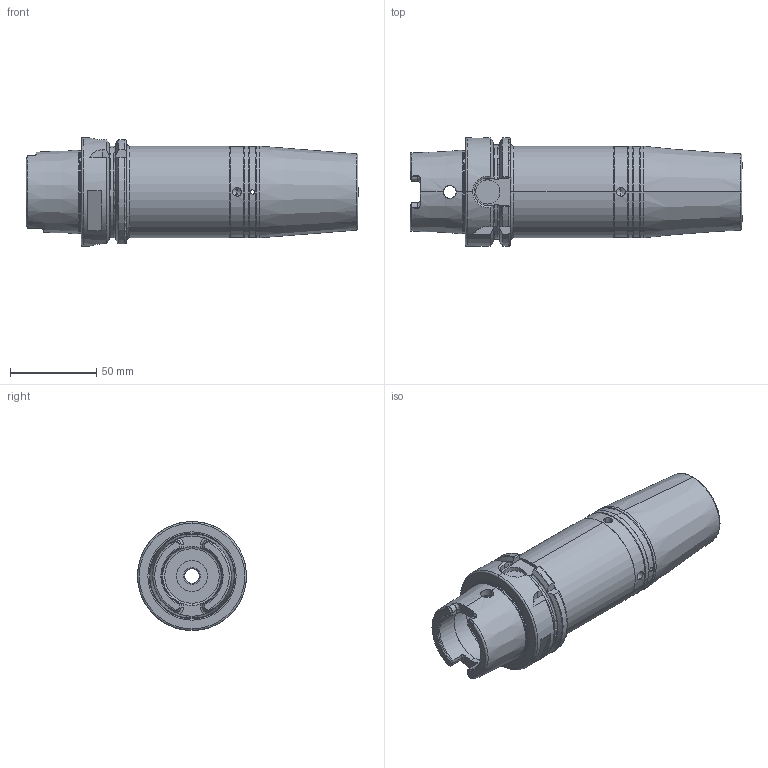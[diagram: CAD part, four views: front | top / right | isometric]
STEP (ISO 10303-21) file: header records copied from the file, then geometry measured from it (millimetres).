
FILE_DESCRIPTION (( 'STEP AP203' ), '1' );
FILE_NAME ('HA63A260A25160HP1.STEP', '2020-11-13T07:22:58', ( 'user' ), ( '' ), 'SwSTEP 2.0', 'SolidWorks 2013', '' );
FILE_SCHEMA (( 'CONFIG_CONTROL_DESIGN' ));
Length unit declared in the file: millimetre
Products named in the file (1): HA63A260A25160HP1
Bounding box: 192 x 63 x 63 mm (x, y, z)
Volume: 314405 mm3; surface area: 52176.2 mm2
Topology: 1 solids, 1 shells, 252 faces, 645 edges, 388 vertices
Faces by surface type: cylinder 78, plane 71, cone 52, torus 39, bspline 12
Entity records: 9374 total; most frequent: CARTESIAN_POINT 3493, ORIENTED_EDGE 1274, DIRECTION 1151, EDGE_CURVE 637, AXIS2_PLACEMENT_3D 460, VERTEX_POINT 388, EDGE_LOOP 267, FACE_OUTER_BOUND 252
